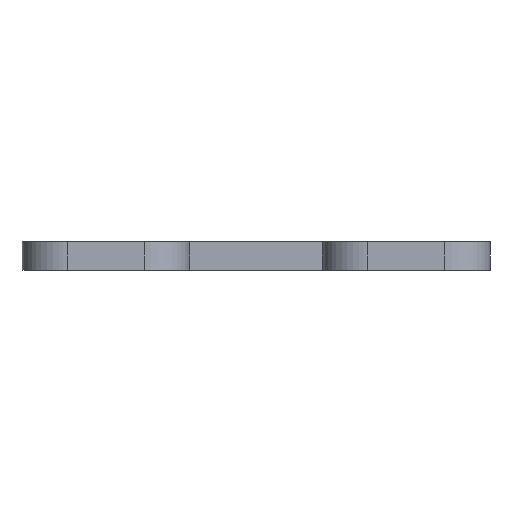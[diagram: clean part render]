
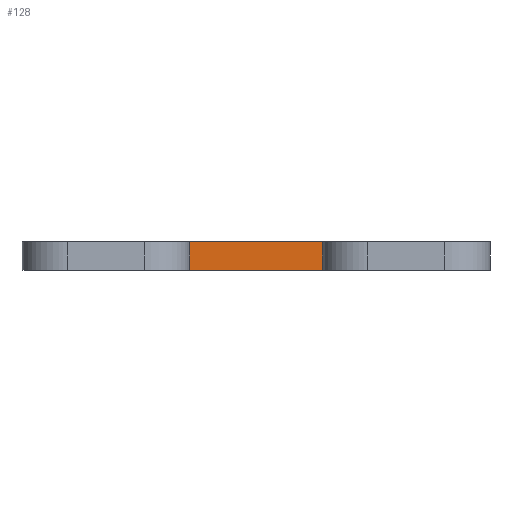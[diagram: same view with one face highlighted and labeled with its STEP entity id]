
A CAD part, left-side view. The second image highlights one B-rep face of the part: STEP entity #128.
In plain terms, the highlighted planar face has unit normal (-1, 0, 0).
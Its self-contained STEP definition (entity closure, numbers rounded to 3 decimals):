
#128=ADVANCED_FACE('',(#230),#1903,.T.);
#230=FACE_OUTER_BOUND('',#332,.T.);
#332=EDGE_LOOP('',(#461,#462,#463,#464));
#461=ORIENTED_EDGE('',*,*,#1045,.T.);
#462=ORIENTED_EDGE('',*,*,#1046,.T.);
#463=ORIENTED_EDGE('',*,*,#1047,.F.);
#464=ORIENTED_EDGE('',*,*,#1043,.F.);
#1043=EDGE_CURVE('',#1717,#1718,#1532,.T.);
#1045=EDGE_CURVE('',#1717,#1719,#1323,.T.);
#1046=EDGE_CURVE('',#1719,#1720,#1324,.T.);
#1047=EDGE_CURVE('',#1718,#1720,#1325,.T.);
#1323=B_SPLINE_CURVE_WITH_KNOTS('',1,(#2456,#2457),.UNSPECIFIED.,.F.,.F.,
(2,2),(628.538,646.318),.UNSPECIFIED.);
#1324=B_SPLINE_CURVE_WITH_KNOTS('',1,(#2458,#2459),.UNSPECIFIED.,.F.,.F.,
(2,2),(0.,3.175),.UNSPECIFIED.);
#1325=B_SPLINE_CURVE_WITH_KNOTS('',1,(#2460,#2461),.UNSPECIFIED.,.F.,.F.,
(2,2),(628.538,646.318),.UNSPECIFIED.);
#1532=(
BOUNDED_CURVE()
B_SPLINE_CURVE(1,(#2451,#2452),.UNSPECIFIED.,.F.,.F.)
B_SPLINE_CURVE_WITH_KNOTS((2,2),(0.,3.175),.UNSPECIFIED.)
CURVE()
GEOMETRIC_REPRESENTATION_ITEM()
RATIONAL_B_SPLINE_CURVE((1.,1.))
REPRESENTATION_ITEM('')
);
#1717=VERTEX_POINT('',#2326);
#1718=VERTEX_POINT('',#2327);
#1719=VERTEX_POINT('',#2328);
#1720=VERTEX_POINT('',#2329);
#1903=PLANE('',#2025);
#2025=AXIS2_PLACEMENT_3D('',#2178,#2082,$);
#2082=DIRECTION('',(-1.,0.,0.));
#2178=CARTESIAN_POINT('',(59.8,-83.336,0.));
#2326=CARTESIAN_POINT('',(59.8,-83.336,0.));
#2327=CARTESIAN_POINT('',(59.8,-83.336,3.175));
#2328=CARTESIAN_POINT('',(59.8,-101.116,0.));
#2329=CARTESIAN_POINT('',(59.8,-101.116,3.175));
#2451=CARTESIAN_POINT('',(59.8,-83.336,0.));
#2452=CARTESIAN_POINT('',(59.8,-83.336,3.175));
#2456=CARTESIAN_POINT('',(59.8,-83.336,0.));
#2457=CARTESIAN_POINT('',(59.8,-101.116,0.));
#2458=CARTESIAN_POINT('',(59.8,-101.116,0.));
#2459=CARTESIAN_POINT('',(59.8,-101.116,3.175));
#2460=CARTESIAN_POINT('',(59.8,-83.336,3.175));
#2461=CARTESIAN_POINT('',(59.8,-101.116,3.175));
